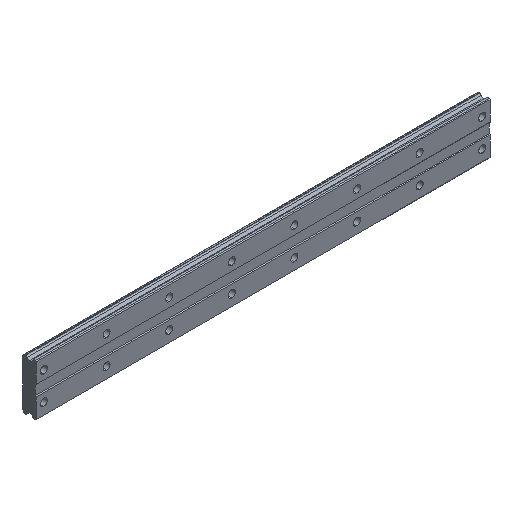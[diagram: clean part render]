
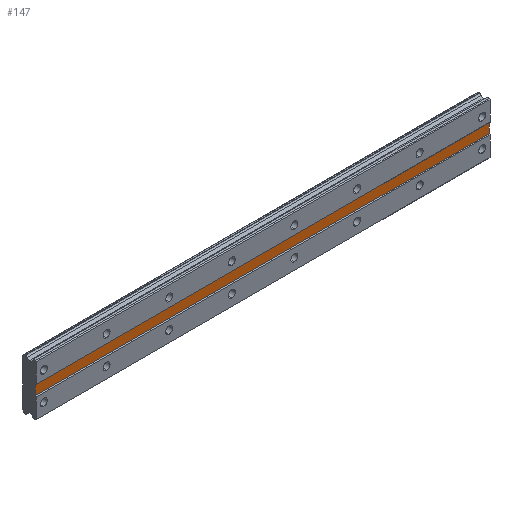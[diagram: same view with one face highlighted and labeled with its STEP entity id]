
A CAD part, isometric view. The second image highlights one B-rep face of the part: STEP entity #147.
In plain terms, the highlighted planar face has unit normal (0, -1, 0).
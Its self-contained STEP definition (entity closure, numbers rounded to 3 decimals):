
#108 = VECTOR ( 'NONE', #1863, 1000. ) ;
#147 = ADVANCED_FACE ( 'NONE', ( #2426 ), #1899, .F. ) ;
#168 = ORIENTED_EDGE ( 'NONE', *, *, #3115, .F. ) ;
#225 = CARTESIAN_POINT ( 'NONE',  ( 285., 0.5, -3. ) ) ;
#296 = DIRECTION ( 'NONE',  ( 0., 0., -1. ) ) ;
#365 = ORIENTED_EDGE ( 'NONE', *, *, #576, .F. ) ;
#491 = CARTESIAN_POINT ( 'NONE',  ( 285., 0.5, 3. ) ) ;
#576 = EDGE_CURVE ( 'NONE', #2068, #2178, #809, .T. ) ;
#657 = ORIENTED_EDGE ( 'NONE', *, *, #1432, .T. ) ;
#790 = DIRECTION ( 'NONE',  ( 0., 0., 1. ) ) ;
#805 = VECTOR ( 'NONE', #2477, 1000. ) ;
#809 = LINE ( 'NONE', #491, #108 ) ;
#867 = LINE ( 'NONE', #3615, #805 ) ;
#924 = LINE ( 'NONE', #2794, #1215 ) ;
#1058 = CARTESIAN_POINT ( 'NONE',  ( -5., 0.5, 3. ) ) ;
#1071 = CARTESIAN_POINT ( 'NONE',  ( 285., 0.5, 3. ) ) ;
#1187 = VERTEX_POINT ( 'NONE', #225 ) ;
#1215 = VECTOR ( 'NONE', #296, 1000. ) ;
#1371 = ORIENTED_EDGE ( 'NONE', *, *, #3055, .T. ) ;
#1404 = LINE ( 'NONE', #1438, #3034 ) ;
#1432 = EDGE_CURVE ( 'NONE', #2068, #1717, #867, .T. ) ;
#1438 = CARTESIAN_POINT ( 'NONE',  ( 285., 0.5, -3. ) ) ;
#1613 = CARTESIAN_POINT ( 'NONE',  ( -5., 0.5, -3. ) ) ;
#1717 = VERTEX_POINT ( 'NONE', #1613 ) ;
#1863 = DIRECTION ( 'NONE',  ( 1., 0., 0. ) ) ;
#1899 = PLANE ( 'NONE',  #2450 ) ;
#1902 = CARTESIAN_POINT ( 'NONE',  ( 285., 0.5, 3. ) ) ;
#2068 = VERTEX_POINT ( 'NONE', #1058 ) ;
#2178 = VERTEX_POINT ( 'NONE', #1902 ) ;
#2426 = FACE_OUTER_BOUND ( 'NONE', #2682, .T. ) ;
#2450 = AXIS2_PLACEMENT_3D ( 'NONE', #1071, #3274, #790 ) ;
#2477 = DIRECTION ( 'NONE',  ( 0., 0., -1. ) ) ;
#2682 = EDGE_LOOP ( 'NONE', ( #1371, #168, #365, #657 ) ) ;
#2794 = CARTESIAN_POINT ( 'NONE',  ( 285., 0.5, 16.615 ) ) ;
#2872 = DIRECTION ( 'NONE',  ( 1., 0., 0. ) ) ;
#3034 = VECTOR ( 'NONE', #2872, 1000. ) ;
#3055 = EDGE_CURVE ( 'NONE', #1717, #1187, #1404, .T. ) ;
#3115 = EDGE_CURVE ( 'NONE', #2178, #1187, #924, .T. ) ;
#3274 = DIRECTION ( 'NONE',  ( 0., 1., 0. ) ) ;
#3615 = CARTESIAN_POINT ( 'NONE',  ( -5., 0.5, 16.615 ) ) ;
